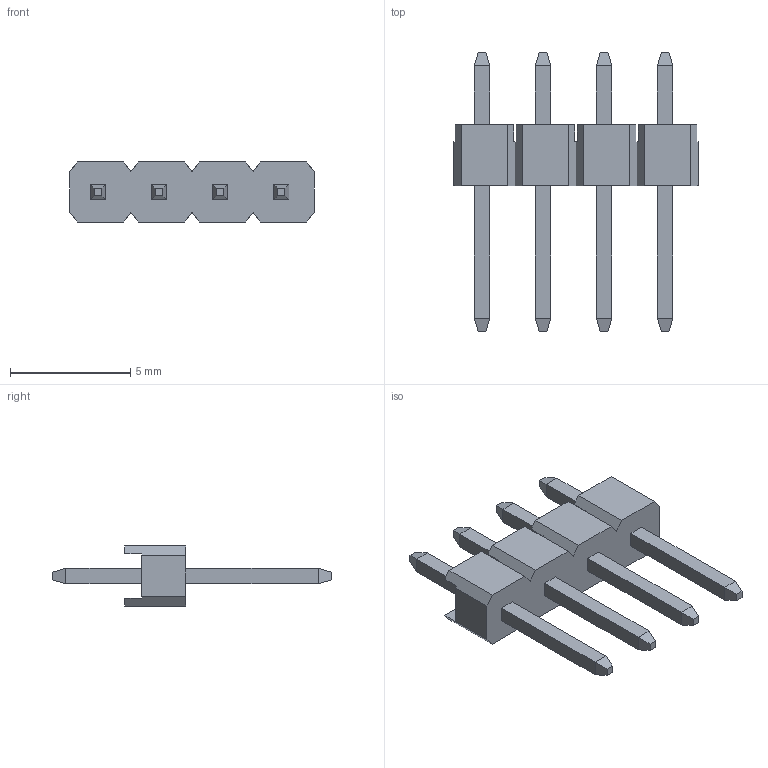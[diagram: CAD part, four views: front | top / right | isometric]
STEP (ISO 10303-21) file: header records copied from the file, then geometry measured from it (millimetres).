
FILE_DESCRIPTION(('STEP AP214'),'1');
FILE_NAME(' ',' ',('TraceParts'),('TraceParts S.A.'),'XStep 1.0',' ',' ');
FILE_SCHEMA(('automotive_design'));
Length unit declared in the file: millimetre
Products named in the file (1): 1
Bounding box: 10.16 x 11.6 x 2.5 mm (x, y, z)
Volume: 64.1 mm3; surface area: 222.3 mm2
Topology: 1 solids, 1 shells, 120 faces, 298 edges, 188 vertices
Faces by surface type: plane 120
Entity records: 6852 total; most frequent: CARTESIAN_POINT 607, STYLED_ITEM 606, PRESENTATION_STYLE_ASSIGNMENT 606, COLOUR_RGB 606, ORIENTED_EDGE 596, DIRECTION 540, EDGE_CURVE 298, CURVE_STYLE 298
